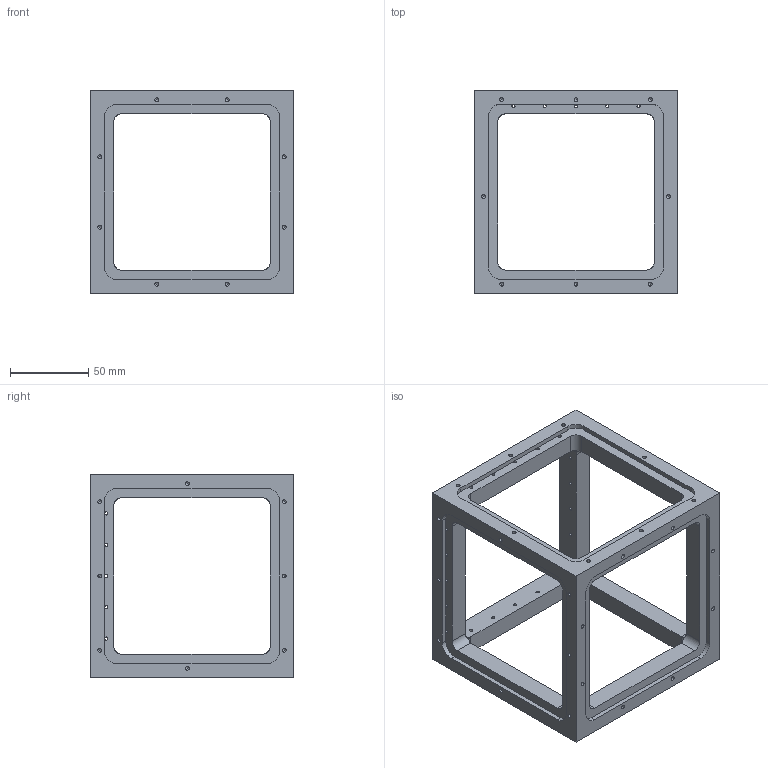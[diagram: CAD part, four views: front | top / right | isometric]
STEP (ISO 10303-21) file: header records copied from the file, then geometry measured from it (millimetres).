
FILE_DESCRIPTION (( 'STEP AP203' ), '1' );
FILE_NAME ('Face 1 boite.STEP', '2024-11-14T08:59:49', ( '' ), ( '' ), 'SwSTEP 2.0', 'SolidWorks 2021', '' );
FILE_SCHEMA (( 'CONFIG_CONTROL_DESIGN' ));
Length unit declared in the file: millimetre
Products named in the file (1): Face 1 boite
Bounding box: 130 x 130 x 130 mm (x, y, z)
Volume: 258468.4 mm3; surface area: 81877.7 mm2
Topology: 1 solids, 1 shells, 207 faces, 552 edges, 348 vertices
Faces by surface type: cylinder 108, plane 55, cone 44
Full cylindrical faces by diameter (mm): 2 x20, 2.5 x44
Entity records: 5715 total; most frequent: CARTESIAN_POINT 1024, DIRECTION 992, ORIENTED_EDGE 800, AXIS2_PLACEMENT_3D 408, EDGE_CURVE 400, EDGE_LOOP 366, VERTEX_POINT 304, FACE_OUTER_BOUND 271
